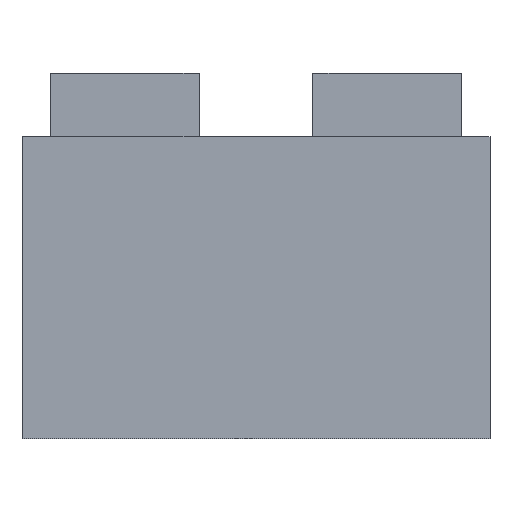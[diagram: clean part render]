
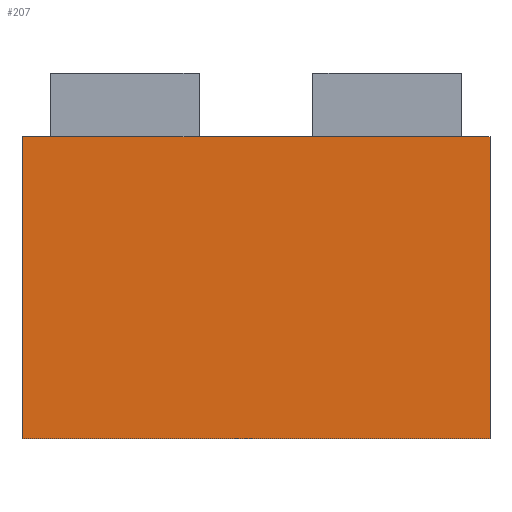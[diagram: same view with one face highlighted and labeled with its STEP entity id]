
A CAD part, front view. The second image highlights one B-rep face of the part: STEP entity #207.
In plain terms, the highlighted planar face has unit normal (0, -1, 0).
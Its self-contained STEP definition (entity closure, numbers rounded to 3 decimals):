
#174 = DIRECTION ( 'NONE',  ( 0., 0., -1. ) ) ;
#178 = VECTOR ( 'NONE', #2286, 1000. ) ;
#207 = ADVANCED_FACE ( 'NONE', ( #2569 ), #970, .F. ) ;
#348 = LINE ( 'NONE', #2873, #178 ) ;
#541 = AXIS2_PLACEMENT_3D ( 'NONE', #741, #3247, #1597 ) ;
#625 = LINE ( 'NONE', #1883, #2711 ) ;
#639 = DIRECTION ( 'NONE',  ( 1., 0., 0. ) ) ;
#741 = CARTESIAN_POINT ( 'NONE',  ( 0., 0., 28.4 ) ) ;
#769 = VERTEX_POINT ( 'NONE', #2678 ) ;
#895 = EDGE_LOOP ( 'NONE', ( #3440, #3075, #1118, #1045 ) ) ;
#970 = PLANE ( 'NONE',  #541 ) ;
#974 = EDGE_CURVE ( 'NONE', #1452, #769, #1049, .T. ) ;
#1045 = ORIENTED_EDGE ( 'NONE', *, *, #974, .T. ) ;
#1049 = LINE ( 'NONE', #3144, #3074 ) ;
#1118 = ORIENTED_EDGE ( 'NONE', *, *, #1552, .F. ) ;
#1407 = VECTOR ( 'NONE', #639, 1000. ) ;
#1449 = DIRECTION ( 'NONE',  ( 0., 0., -1. ) ) ;
#1452 = VERTEX_POINT ( 'NONE', #1655 ) ;
#1506 = CARTESIAN_POINT ( 'NONE',  ( 44., 0., 0. ) ) ;
#1552 = EDGE_CURVE ( 'NONE', #1452, #1596, #1734, .T. ) ;
#1596 = VERTEX_POINT ( 'NONE', #2148 ) ;
#1597 = DIRECTION ( 'NONE',  ( 0., 0., 1. ) ) ;
#1655 = CARTESIAN_POINT ( 'NONE',  ( 0., 0., 28.4 ) ) ;
#1734 = LINE ( 'NONE', #2079, #1407 ) ;
#1780 = EDGE_CURVE ( 'NONE', #1596, #1970, #625, .T. ) ;
#1818 = EDGE_CURVE ( 'NONE', #769, #1970, #348, .T. ) ;
#1883 = CARTESIAN_POINT ( 'NONE',  ( 44., 0., 28.4 ) ) ;
#1970 = VERTEX_POINT ( 'NONE', #1506 ) ;
#2079 = CARTESIAN_POINT ( 'NONE',  ( 0., 0., 28.4 ) ) ;
#2148 = CARTESIAN_POINT ( 'NONE',  ( 44., 0., 28.4 ) ) ;
#2286 = DIRECTION ( 'NONE',  ( 1., 0., 0. ) ) ;
#2569 = FACE_OUTER_BOUND ( 'NONE', #895, .T. ) ;
#2678 = CARTESIAN_POINT ( 'NONE',  ( 0., 0., 0. ) ) ;
#2711 = VECTOR ( 'NONE', #174, 1000. ) ;
#2873 = CARTESIAN_POINT ( 'NONE',  ( 0., 0., 0. ) ) ;
#3074 = VECTOR ( 'NONE', #1449, 1000. ) ;
#3075 = ORIENTED_EDGE ( 'NONE', *, *, #1780, .F. ) ;
#3144 = CARTESIAN_POINT ( 'NONE',  ( 0., 0., 28.4 ) ) ;
#3247 = DIRECTION ( 'NONE',  ( 0., 1., 0. ) ) ;
#3440 = ORIENTED_EDGE ( 'NONE', *, *, #1818, .T. ) ;
